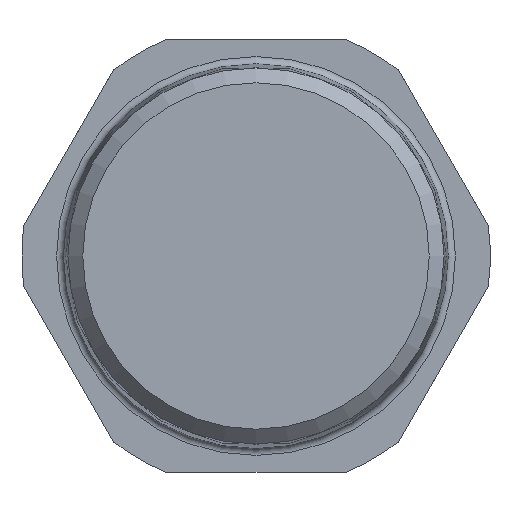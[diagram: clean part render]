
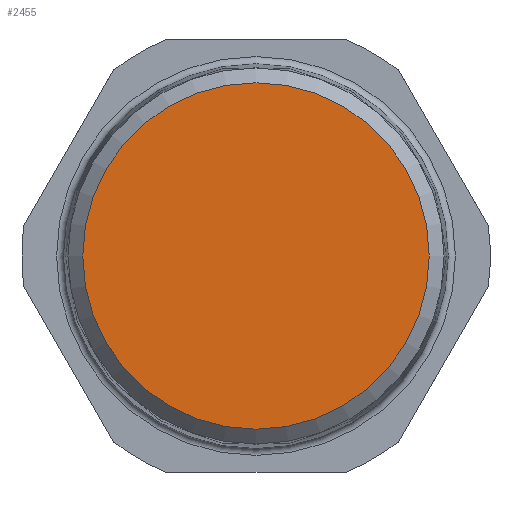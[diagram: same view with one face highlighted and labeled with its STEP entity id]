
A CAD part, left-side view. The second image highlights one B-rep face of the part: STEP entity #2455.
In plain terms, the highlighted planar face has unit normal (-1, 0, 0).
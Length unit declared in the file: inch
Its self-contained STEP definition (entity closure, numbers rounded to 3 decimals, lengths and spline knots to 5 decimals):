
#82=PLANE('',#2846);
#515=FACE_OUTER_BOUND('',#645,.T.);
#645=EDGE_LOOP('',(#2206));
#912=CIRCLE('',#2847,0.47309);
#1172=VERTEX_POINT('',#4696);
#1526=EDGE_CURVE('',#1172,#1172,#912,.T.);
#2206=ORIENTED_EDGE('',*,*,#1526,.F.);
#2455=ADVANCED_FACE('',(#515),#82,.T.);
#2846=AXIS2_PLACEMENT_3D('',#4695,#3649,#3650);
#2847=AXIS2_PLACEMENT_3D('',#4697,#3651,#3652);
#3649=DIRECTION('center_axis',(-1.,0.,0.));
#3650=DIRECTION('ref_axis',(0.,0.,-1.));
#3651=DIRECTION('center_axis',(1.,0.,0.));
#3652=DIRECTION('ref_axis',(0.,1.,0.));
#4695=CARTESIAN_POINT('Origin',(-1.81102,-0.51246,0.));
#4696=CARTESIAN_POINT('',(-1.81102,-0.47309,0.));
#4697=CARTESIAN_POINT('Origin',(-1.81102,0.,
0.));
